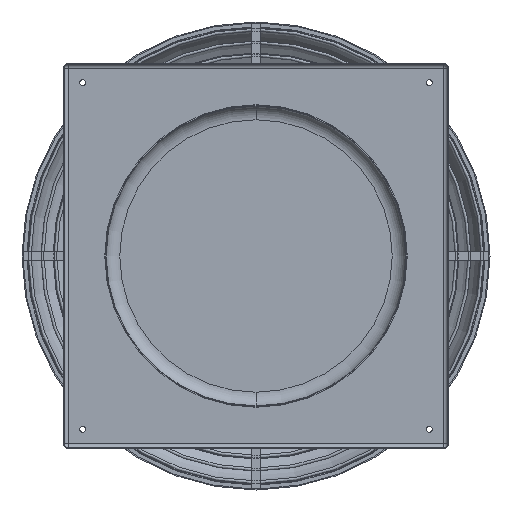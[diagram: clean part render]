
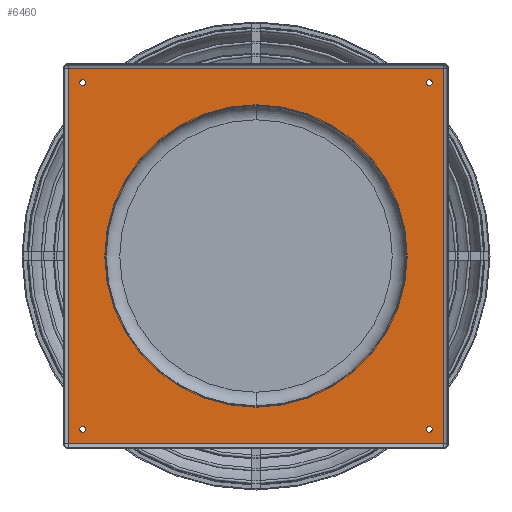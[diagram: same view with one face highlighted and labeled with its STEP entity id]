
A CAD part, front view. The second image highlights one B-rep face of the part: STEP entity #6460.
In plain terms, the highlighted planar face has unit normal (0, -1, 0).
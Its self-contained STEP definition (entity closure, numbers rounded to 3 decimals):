
#66 = ORIENTED_EDGE ( 'NONE', *, *, #2139, .T. ) ;
#332 = EDGE_LOOP ( 'NONE', ( #333, #337, #340, #343 ) ) ;
#333 = ORIENTED_EDGE ( 'NONE', *, *, #334, .F. ) ;
#334 = EDGE_CURVE ( 'NONE', #335, #336, #2956, .T. ) ;
#335 = VERTEX_POINT ( 'NONE', #2709 ) ;
#336 = VERTEX_POINT ( 'NONE', #2708 ) ;
#337 = ORIENTED_EDGE ( 'NONE', *, *, #338, .F. ) ;
#338 = EDGE_CURVE ( 'NONE', #339, #335, #3038, .T. ) ;
#339 = VERTEX_POINT ( 'NONE', #3034 ) ;
#340 = ORIENTED_EDGE ( 'NONE', *, *, #341, .F. ) ;
#341 = EDGE_CURVE ( 'NONE', #342, #339, #3028, .T. ) ;
#342 = VERTEX_POINT ( 'NONE', #3021 ) ;
#343 = ORIENTED_EDGE ( 'NONE', *, *, #344, .F. ) ;
#344 = EDGE_CURVE ( 'NONE', #336, #342, #3018, .T. ) ;
#347 = EDGE_CURVE ( 'NONE', #2076, #2104, #3009, .T. ) ;
#348 = ORIENTED_EDGE ( 'NONE', *, *, #2103, .T. ) ;
#349 = EDGE_LOOP ( 'NONE', ( #350, #352 ) ) ;
#350 = ORIENTED_EDGE ( 'NONE', *, *, #351, .T. ) ;
#351 = EDGE_CURVE ( 'NONE', #2090, #2089, #2989, .T. ) ;
#352 = ORIENTED_EDGE ( 'NONE', *, *, #2088, .T. ) ;
#353 = EDGE_LOOP ( 'NONE', ( #354, #356 ) ) ;
#354 = ORIENTED_EDGE ( 'NONE', *, *, #355, .T. ) ;
#355 = EDGE_CURVE ( 'NONE', #2157, #2156, #3098, .T. ) ;
#356 = ORIENTED_EDGE ( 'NONE', *, *, #2155, .T. ) ;
#357 = EDGE_LOOP ( 'NONE', ( #358, #66 ) ) ;
#358 = ORIENTED_EDGE ( 'NONE', *, *, #359, .T. ) ;
#359 = EDGE_CURVE ( 'NONE', #2141, #2140, #3087, .T. ) ;
#2038 = VERTEX_POINT ( 'NONE', #4757 ) ;
#2076 = VERTEX_POINT ( 'NONE', #4967 ) ;
#2088 = EDGE_CURVE ( 'NONE', #2089, #2090, #5052, .T. ) ;
#2089 = VERTEX_POINT ( 'NONE', #5035 ) ;
#2090 = VERTEX_POINT ( 'NONE', #5033 ) ;
#2092 = EDGE_CURVE ( 'NONE', #2038, #2093, #5028, .T. ) ;
#2093 = VERTEX_POINT ( 'NONE', #5021 ) ;
#2103 = EDGE_CURVE ( 'NONE', #2104, #2076, #5112, .T. ) ;
#2104 = VERTEX_POINT ( 'NONE', #5093 ) ;
#2139 = EDGE_CURVE ( 'NONE', #2140, #2141, #5210, .T. ) ;
#2140 = VERTEX_POINT ( 'NONE', #5316 ) ;
#2141 = VERTEX_POINT ( 'NONE', #5315 ) ;
#2155 = EDGE_CURVE ( 'NONE', #2156, #2157, #5276, .T. ) ;
#2156 = VERTEX_POINT ( 'NONE', #5266 ) ;
#2157 = VERTEX_POINT ( 'NONE', #5257 ) ;
#2242 = DIRECTION ( 'NONE',  ( 0., 0., -1. ) ) ;
#2247 = VECTOR ( 'NONE', #2242, 1000. ) ;
#2708 = CARTESIAN_POINT ( 'NONE',  ( 195., -1., -195. ) ) ;
#2709 = CARTESIAN_POINT ( 'NONE',  ( 195., -1., 195. ) ) ;
#2955 = CARTESIAN_POINT ( 'NONE',  ( 195., -1., 200. ) ) ;
#2956 = LINE ( 'NONE', #2955, #2247 ) ;
#2985 = DIRECTION ( 'NONE',  ( 0., 0., 1. ) ) ;
#2986 = DIRECTION ( 'NONE',  ( 0., 1., 0. ) ) ;
#2987 = CARTESIAN_POINT ( 'NONE',  ( -180., -1., 180. ) ) ;
#2988 = AXIS2_PLACEMENT_3D ( 'NONE', #2987, #2986, #2985 ) ;
#2989 = CIRCLE ( 'NONE', #2988, 3. ) ;
#2992 = DIRECTION ( 'NONE',  ( 0., 0., 1. ) ) ;
#2994 = DIRECTION ( 'NONE',  ( 0., 1., 0. ) ) ;
#2996 = CARTESIAN_POINT ( 'NONE',  ( -180., -1., -180. ) ) ;
#2998 = AXIS2_PLACEMENT_3D ( 'NONE', #2996, #2994, #2992 ) ;
#3009 = CIRCLE ( 'NONE', #2998, 3. ) ;
#3015 = DIRECTION ( 'NONE',  ( -1., 0., 0. ) ) ;
#3016 = VECTOR ( 'NONE', #3015, 1000. ) ;
#3017 = CARTESIAN_POINT ( 'NONE',  ( -200., -1., -195. ) ) ;
#3018 = LINE ( 'NONE', #3017, #3016 ) ;
#3021 = CARTESIAN_POINT ( 'NONE',  ( -195., -1., -195. ) ) ;
#3023 = DIRECTION ( 'NONE',  ( 0., 0., 1. ) ) ;
#3024 = VECTOR ( 'NONE', #3023, 1000. ) ;
#3026 = CARTESIAN_POINT ( 'NONE',  ( -195., -1., 200. ) ) ;
#3028 = LINE ( 'NONE', #3026, #3024 ) ;
#3034 = CARTESIAN_POINT ( 'NONE',  ( -195., -1., 195. ) ) ;
#3035 = DIRECTION ( 'NONE',  ( 1., 0., 0. ) ) ;
#3036 = VECTOR ( 'NONE', #3035, 1000. ) ;
#3037 = CARTESIAN_POINT ( 'NONE',  ( -200., -1., 195. ) ) ;
#3038 = LINE ( 'NONE', #3037, #3036 ) ;
#3081 = DIRECTION ( 'NONE',  ( 0., 0., 1. ) ) ;
#3083 = DIRECTION ( 'NONE',  ( 0., 1., 0. ) ) ;
#3085 = CARTESIAN_POINT ( 'NONE',  ( 180., -1., -180. ) ) ;
#3086 = AXIS2_PLACEMENT_3D ( 'NONE', #3085, #3083, #3081 ) ;
#3087 = CIRCLE ( 'NONE', #3086, 3. ) ;
#3092 = DIRECTION ( 'NONE',  ( 0., 0., 1. ) ) ;
#3094 = DIRECTION ( 'NONE',  ( 0., 1., 0. ) ) ;
#3096 = CARTESIAN_POINT ( 'NONE',  ( 180., -1., 180. ) ) ;
#3097 = AXIS2_PLACEMENT_3D ( 'NONE', #3096, #3094, #3092 ) ;
#3098 = CIRCLE ( 'NONE', #3097, 3. ) ;
#4757 = CARTESIAN_POINT ( 'NONE',  ( 0., -1., -156. ) ) ;
#4967 = CARTESIAN_POINT ( 'NONE',  ( -180., -1., -177. ) ) ;
#5021 = CARTESIAN_POINT ( 'NONE',  ( 0., -1., 156. ) ) ;
#5023 = DIRECTION ( 'NONE',  ( 0., 0., 1. ) ) ;
#5025 = DIRECTION ( 'NONE',  ( 0., 1., 0. ) ) ;
#5026 = CARTESIAN_POINT ( 'NONE',  ( 0., -1., 0. ) ) ;
#5027 = AXIS2_PLACEMENT_3D ( 'NONE', #5026, #5025, #5023 ) ;
#5028 = CIRCLE ( 'NONE', #5027, 156. ) ;
#5033 = CARTESIAN_POINT ( 'NONE',  ( -180., -1., 183. ) ) ;
#5035 = CARTESIAN_POINT ( 'NONE',  ( -180., -1., 177. ) ) ;
#5037 = DIRECTION ( 'NONE',  ( 0., 0., 1. ) ) ;
#5039 = DIRECTION ( 'NONE',  ( 0., 1., 0. ) ) ;
#5040 = CARTESIAN_POINT ( 'NONE',  ( -180., -1., 180. ) ) ;
#5041 = AXIS2_PLACEMENT_3D ( 'NONE', #5040, #5039, #5037 ) ;
#5052 = CIRCLE ( 'NONE', #5041, 3. ) ;
#5093 = CARTESIAN_POINT ( 'NONE',  ( -180., -1., -183. ) ) ;
#5095 = DIRECTION ( 'NONE',  ( 0., 0., 1. ) ) ;
#5097 = DIRECTION ( 'NONE',  ( 0., 1., 0. ) ) ;
#5100 = CARTESIAN_POINT ( 'NONE',  ( -180., -1., -180. ) ) ;
#5101 = AXIS2_PLACEMENT_3D ( 'NONE', #5100, #5097, #5095 ) ;
#5112 = CIRCLE ( 'NONE', #5101, 3. ) ;
#5194 = DIRECTION ( 'NONE',  ( 0., 1., 0. ) ) ;
#5196 = CARTESIAN_POINT ( 'NONE',  ( 180., -1., -180. ) ) ;
#5198 = AXIS2_PLACEMENT_3D ( 'NONE', #5196, #5194, #5317 ) ;
#5210 = CIRCLE ( 'NONE', #5198, 3. ) ;
#5257 = CARTESIAN_POINT ( 'NONE',  ( 180., -1., 183. ) ) ;
#5260 = DIRECTION ( 'NONE',  ( 0., 0., 1. ) ) ;
#5262 = DIRECTION ( 'NONE',  ( 0., 1., 0. ) ) ;
#5264 = CARTESIAN_POINT ( 'NONE',  ( 180., -1., 180. ) ) ;
#5265 = AXIS2_PLACEMENT_3D ( 'NONE', #5264, #5262, #5260 ) ;
#5266 = CARTESIAN_POINT ( 'NONE',  ( 180., -1., 177. ) ) ;
#5276 = CIRCLE ( 'NONE', #5265, 3. ) ;
#5315 = CARTESIAN_POINT ( 'NONE',  ( 180., -1., -177. ) ) ;
#5316 = CARTESIAN_POINT ( 'NONE',  ( 180., -1., -183. ) ) ;
#5317 = DIRECTION ( 'NONE',  ( 0., 0., 1. ) ) ;
#5768 = DIRECTION ( 'NONE',  ( 0., 0., 1. ) ) ;
#5769 = DIRECTION ( 'NONE',  ( 0., 1., 0. ) ) ;
#5770 = CARTESIAN_POINT ( 'NONE',  ( -200., -1., 200. ) ) ;
#5775 = AXIS2_PLACEMENT_3D ( 'NONE', #5770, #5769, #5768 ) ;
#5776 = PLANE ( 'NONE',  #5775 ) ;
#5777 = FACE_OUTER_BOUND ( 'NONE', #332, .T. ) ;
#5778 = FACE_BOUND ( 'NONE', #357, .T. ) ;
#5779 = FACE_BOUND ( 'NONE', #353, .T. ) ;
#5781 = FACE_BOUND ( 'NONE', #349, .T. ) ;
#5783 = FACE_BOUND ( 'NONE', #6450, .T. ) ;
#5785 = FACE_BOUND ( 'NONE', #6459, .T. ) ;
#5787 = DIRECTION ( 'NONE',  ( 0., 0., 1. ) ) ;
#5789 = DIRECTION ( 'NONE',  ( 0., 1., 0. ) ) ;
#5791 = CARTESIAN_POINT ( 'NONE',  ( 0., -1., 0. ) ) ;
#5793 = AXIS2_PLACEMENT_3D ( 'NONE', #5791, #5789, #5787 ) ;
#5795 = CIRCLE ( 'NONE', #5793, 156. ) ;
#6450 = EDGE_LOOP ( 'NONE', ( #6451, #348 ) ) ;
#6451 = ORIENTED_EDGE ( 'NONE', *, *, #347, .T. ) ;
#6456 = ORIENTED_EDGE ( 'NONE', *, *, #6458, .T. ) ;
#6457 = ORIENTED_EDGE ( 'NONE', *, *, #2092, .T. ) ;
#6458 = EDGE_CURVE ( 'NONE', #2093, #2038, #5795, .T. ) ;
#6459 = EDGE_LOOP ( 'NONE', ( #6456, #6457 ) ) ;
#6460 = ADVANCED_FACE ( 'NONE', ( #5785, #5783, #5781, #5779, #5778, #5777 ), #5776, .F. ) ;
